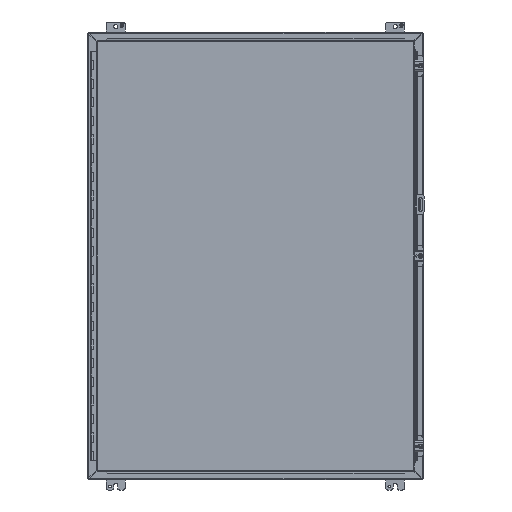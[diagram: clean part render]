
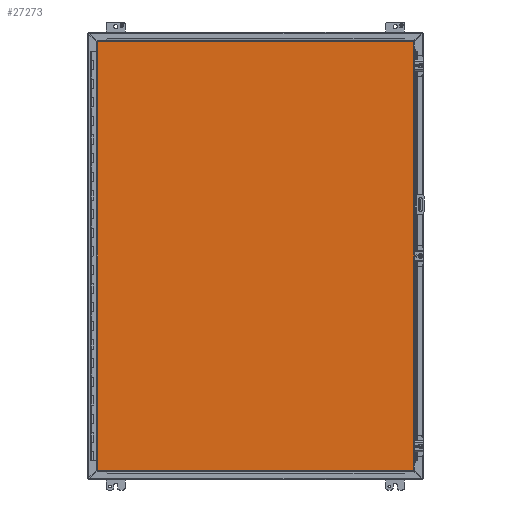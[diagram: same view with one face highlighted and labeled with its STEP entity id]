
A CAD part, front view. The second image highlights one B-rep face of the part: STEP entity #27273.
In plain terms, the highlighted planar face has unit normal (0, -1, 0).
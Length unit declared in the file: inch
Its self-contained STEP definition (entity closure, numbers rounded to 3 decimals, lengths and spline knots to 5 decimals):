
#1077 = VERTEX_POINT ( 'NONE', #33580 ) ;
#4713 = EDGE_CURVE ( 'NONE', #50213, #34262, #7260, .T. ) ;
#6124 = CARTESIAN_POINT ( 'NONE',  ( 17.017, -13.185, 22.9945 ) ) ;
#6548 = ORIENTED_EDGE ( 'NONE', *, *, #36323, .F. ) ;
#7260 = LINE ( 'NONE', #6124, #49244 ) ;
#8006 = LINE ( 'NONE', #42224, #30012 ) ;
#8826 = ORIENTED_EDGE ( 'NONE', *, *, #27998, .F. ) ;
#9911 = VERTEX_POINT ( 'NONE', #18105 ) ;
#15721 = EDGE_CURVE ( 'NONE', #9911, #50213, #50020, .T. ) ;
#15912 = DIRECTION ( 'NONE',  ( 0., 0., 1. ) ) ;
#16401 = AXIS2_PLACEMENT_3D ( 'NONE', #44503, #23284, #40545 ) ;
#16540 = DIRECTION ( 'NONE',  ( -1., 0., 0. ) ) ;
#17378 = LINE ( 'NONE', #42288, #46954 ) ;
#18105 = CARTESIAN_POINT ( 'NONE',  ( -16.955, -13.185, 22.9945 ) ) ;
#18193 = PLANE ( 'NONE',  #16401 ) ;
#23004 = FACE_OUTER_BOUND ( 'NONE', #35297, .T. ) ;
#23284 = DIRECTION ( 'NONE',  ( 0., -1., 0. ) ) ;
#27273 = ADVANCED_FACE ( 'NONE', ( #23004 ), #18193, .T. ) ;
#27998 = EDGE_CURVE ( 'NONE', #1077, #9911, #8006, .T. ) ;
#29717 = ORIENTED_EDGE ( 'NONE', *, *, #15721, .F. ) ;
#30012 = VECTOR ( 'NONE', #15912, 39.37008 ) ;
#33580 = CARTESIAN_POINT ( 'NONE',  ( -16.955, -13.185, -22.9945 ) ) ;
#34262 = VERTEX_POINT ( 'NONE', #39313 ) ;
#35297 = EDGE_LOOP ( 'NONE', ( #47169, #29717, #8826, #6548 ) ) ;
#35847 = VECTOR ( 'NONE', #45239, 39.37008 ) ;
#36323 = EDGE_CURVE ( 'NONE', #34262, #1077, #17378, .T. ) ;
#39313 = CARTESIAN_POINT ( 'NONE',  ( 17.017, -13.185, -22.9945 ) ) ;
#40399 = CARTESIAN_POINT ( 'NONE',  ( 17.017, -13.185, 22.9945 ) ) ;
#40545 = DIRECTION ( 'NONE',  ( 0., 0., -1. ) ) ;
#42224 = CARTESIAN_POINT ( 'NONE',  ( -16.955, -13.185, -22.9945 ) ) ;
#42288 = CARTESIAN_POINT ( 'NONE',  ( 17.017, -13.185, -22.9945 ) ) ;
#44503 = CARTESIAN_POINT ( 'NONE',  ( -16.955, -13.185, -22.9945 ) ) ;
#45239 = DIRECTION ( 'NONE',  ( 1., 0., 0. ) ) ;
#46065 = CARTESIAN_POINT ( 'NONE',  ( -16.955, -13.185, 22.9945 ) ) ;
#46954 = VECTOR ( 'NONE', #16540, 39.37008 ) ;
#47169 = ORIENTED_EDGE ( 'NONE', *, *, #4713, .F. ) ;
#49244 = VECTOR ( 'NONE', #54750, 39.37008 ) ;
#50020 = LINE ( 'NONE', #46065, #35847 ) ;
#50213 = VERTEX_POINT ( 'NONE', #40399 ) ;
#54750 = DIRECTION ( 'NONE',  ( 0., 0., -1. ) ) ;
